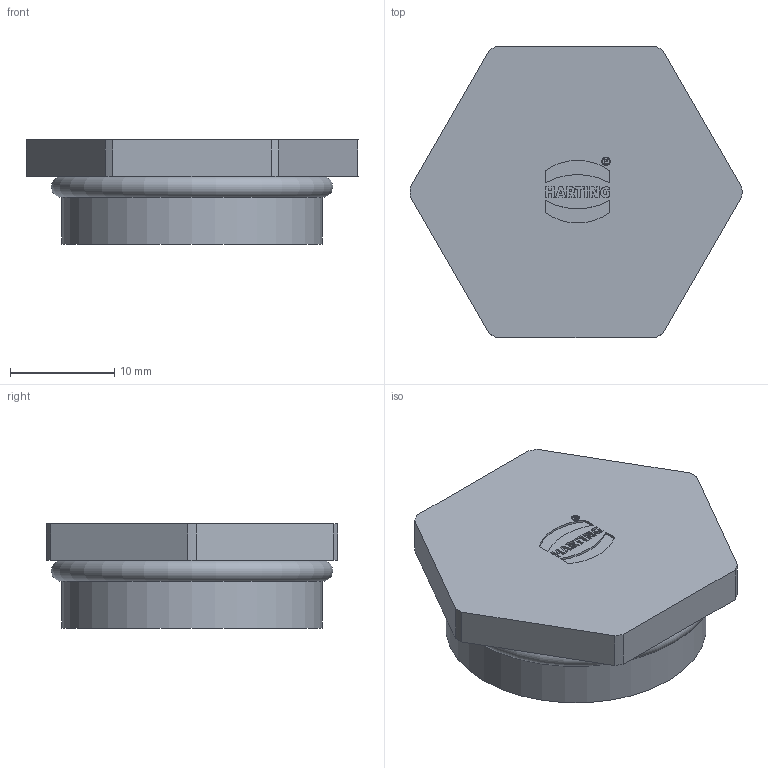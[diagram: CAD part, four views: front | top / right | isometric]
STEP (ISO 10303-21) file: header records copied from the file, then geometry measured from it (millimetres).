
FILE_DESCRIPTION(/* description */ (''),/* implementation_level */ '2;1');
FILE_NAME(/* name */ '100189729ugm000_b.stp',/* time_stamp */ '2019-09-30T15:31:31+02:00',/* author */ (''),/* organization */ (''),/* preprocessor_version */ 'ST-DEVELOPER v16.7',/* originating_system */ 'SIEMENS PLM Software NX 12.0',/* authorisation */ '');
FILE_SCHEMA (('AUTOMOTIVE_DESIGN { 1 0 10303 214 3 1 1 1 }'));
Length unit declared in the file: millimetre
Products named in the file (1): 100189729ugm000_b
Bounding box: 31.85 x 28 x 10 mm (x, y, z)
Volume: 2602.5 mm3; surface area: 2894.2 mm2
Topology: 1 solids, 1 shells, 120 faces, 389 edges, 374 vertices
Faces by surface type: plane 99, cylinder 18, extrusion 2, torus 1
Full cylindrical faces by diameter (mm): 0.683 x1, 0.807 x1, 21.5 x1, 25 x1
Entity records: 4667 total; most frequent: CARTESIAN_POINT 862, DIRECTION 664, ORIENTED_EDGE 594, VECTOR 332, LINE 330, EDGE_CURVE 297, VERTEX_POINT 201, AXIS2_PLACEMENT_3D 166
